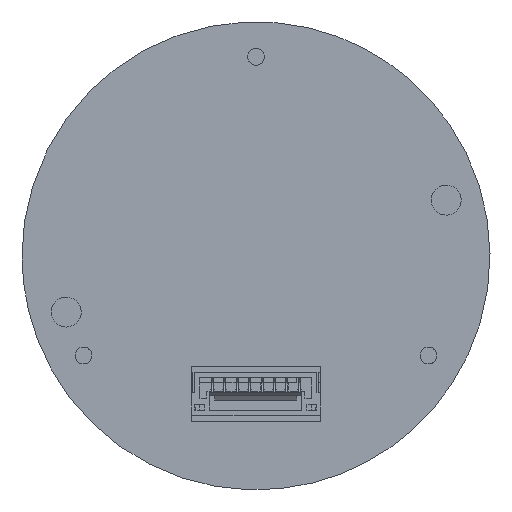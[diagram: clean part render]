
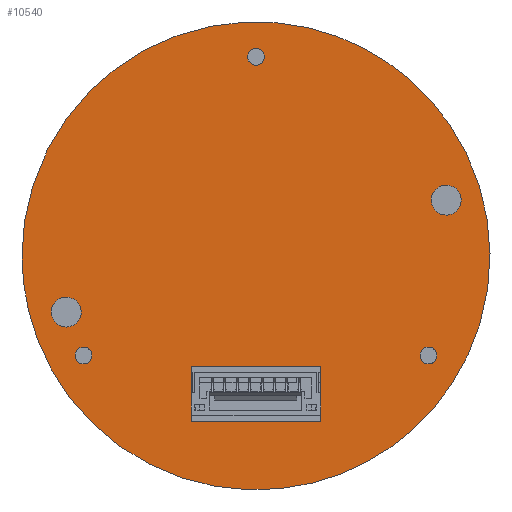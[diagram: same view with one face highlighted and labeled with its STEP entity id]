
A CAD part, front view. The second image highlights one B-rep face of the part: STEP entity #10540.
In plain terms, the highlighted free-form (B-spline) face has degree [1, 1] with [2, 2] control points.
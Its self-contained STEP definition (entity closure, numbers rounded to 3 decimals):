
#10074 = EDGE_CURVE('',#10075,#10077,#10079,.T.);
#10075 = VERTEX_POINT('',#10076);
#10076 = CARTESIAN_POINT('',(8.628,0.,-22.035));
#10077 = VERTEX_POINT('',#10078);
#10078 = CARTESIAN_POINT('',(-8.628,0.,-22.035));
#10079 = B_SPLINE_CURVE_WITH_KNOTS('',1,(#10080,#10081),.UNSPECIFIED.,
  .F.,.F.,(2,2),(-3.25,9.75),.PIECEWISE_BEZIER_KNOTS.);
#10080 = CARTESIAN_POINT('',(8.628,0.,-22.035));
#10081 = CARTESIAN_POINT('',(-8.628,0.,-22.035));
#10110 = EDGE_CURVE('',#10111,#10075,#10113,.T.);
#10111 = VERTEX_POINT('',#10112);
#10112 = CARTESIAN_POINT('',(8.628,0.,-14.734));
#10113 = B_SPLINE_CURVE_WITH_KNOTS('',1,(#10114,#10115),.UNSPECIFIED.,
  .F.,.F.,(2,2),(5.55,11.05),.PIECEWISE_BEZIER_KNOTS.);
#10114 = CARTESIAN_POINT('',(8.628,0.,-14.734));
#10115 = CARTESIAN_POINT('',(8.628,0.,-22.035));
#10138 = EDGE_CURVE('',#10139,#10111,#10141,.T.);
#10139 = VERTEX_POINT('',#10140);
#10140 = CARTESIAN_POINT('',(-8.628,0.,-14.734));
#10141 = B_SPLINE_CURVE_WITH_KNOTS('',1,(#10142,#10143),.UNSPECIFIED.,
  .F.,.F.,(2,2),(-3.25,9.75),.PIECEWISE_BEZIER_KNOTS.);
#10142 = CARTESIAN_POINT('',(-8.628,0.,-14.734));
#10143 = CARTESIAN_POINT('',(8.628,0.,-14.734));
#10166 = EDGE_CURVE('',#10077,#10139,#10167,.T.);
#10167 = B_SPLINE_CURVE_WITH_KNOTS('',1,(#10168,#10169),.UNSPECIFIED.,
  .F.,.F.,(2,2),(-8.3,-2.8),.PIECEWISE_BEZIER_KNOTS.);
#10168 = CARTESIAN_POINT('',(-8.628,0.,-22.035));
#10169 = CARTESIAN_POINT('',(-8.628,0.,-14.734));
#10199 = VERTEX_POINT('',#10200);
#10200 = CARTESIAN_POINT('',(23.362,0.,7.433));
#10218 = EDGE_CURVE('',#10199,#10199,#10219,.T.);
#10219 = ( BOUNDED_CURVE() B_SPLINE_CURVE(2,(#10220,#10221,#10222,#10223
    ,#10224,#10225,#10226),.UNSPECIFIED.,.T.,.F.) 
B_SPLINE_CURVE_WITH_KNOTS((3,2,2,3),(3.142,5.236,
7.33,9.425),.PIECEWISE_BEZIER_KNOTS.) CURVE() 
GEOMETRIC_REPRESENTATION_ITEM() RATIONAL_B_SPLINE_CURVE((1.,0.5,1.,0.5,
1.,0.5,1.)) REPRESENTATION_ITEM('') );
#10220 = CARTESIAN_POINT('',(23.362,0.,7.433));
#10221 = CARTESIAN_POINT('',(23.362,0.,10.882));
#10222 = CARTESIAN_POINT('',(26.349,0.,9.158));
#10223 = CARTESIAN_POINT('',(29.335,0.,7.433));
#10224 = CARTESIAN_POINT('',(26.349,0.,5.709));
#10225 = CARTESIAN_POINT('',(23.362,0.,3.985));
#10226 = CARTESIAN_POINT('',(23.362,0.,7.433));
#10260 = VERTEX_POINT('',#10261);
#10261 = CARTESIAN_POINT('',(-27.291,0.,-7.487));
#10279 = EDGE_CURVE('',#10260,#10260,#10280,.T.);
#10280 = ( BOUNDED_CURVE() B_SPLINE_CURVE(2,(#10281,#10282,#10283,#10284
    ,#10285,#10286,#10287),.UNSPECIFIED.,.T.,.F.) 
B_SPLINE_CURVE_WITH_KNOTS((3,2,2,3),(3.142,5.236,
7.33,9.425),.PIECEWISE_BEZIER_KNOTS.) CURVE() 
GEOMETRIC_REPRESENTATION_ITEM() RATIONAL_B_SPLINE_CURVE((1.,0.5,1.,0.5,
1.,0.5,1.)) REPRESENTATION_ITEM('') );
#10281 = CARTESIAN_POINT('',(-27.291,0.,-7.487));
#10282 = CARTESIAN_POINT('',(-27.291,0.,-4.038));
#10283 = CARTESIAN_POINT('',(-24.305,0.,-5.762));
#10284 = CARTESIAN_POINT('',(-21.318,0.,-7.487));
#10285 = CARTESIAN_POINT('',(-24.305,0.,-9.211));
#10286 = CARTESIAN_POINT('',(-27.291,0.,-10.935));
#10287 = CARTESIAN_POINT('',(-27.291,0.,-7.487));
#10321 = VERTEX_POINT('',#10322);
#10322 = CARTESIAN_POINT('',(-1.128,0.,26.548));
#10340 = EDGE_CURVE('',#10321,#10321,#10341,.T.);
#10341 = ( BOUNDED_CURVE() B_SPLINE_CURVE(2,(#10342,#10343,#10344,#10345
    ,#10346,#10347,#10348),.UNSPECIFIED.,.T.,.F.) 
B_SPLINE_CURVE_WITH_KNOTS((3,2,2,3),(3.142,5.236,
7.33,9.425),.PIECEWISE_BEZIER_KNOTS.) CURVE() 
GEOMETRIC_REPRESENTATION_ITEM() RATIONAL_B_SPLINE_CURVE((1.,0.5,1.,0.5,
1.,0.5,1.)) REPRESENTATION_ITEM('') );
#10342 = CARTESIAN_POINT('',(-1.128,0.,26.548));
#10343 = CARTESIAN_POINT('',(-1.128,0.,28.502));
#10344 = CARTESIAN_POINT('',(0.564,0.,27.525));
#10345 = CARTESIAN_POINT('',(2.257,0.,26.548));
#10346 = CARTESIAN_POINT('',(0.564,0.,25.571));
#10347 = CARTESIAN_POINT('',(-1.128,0.,24.594));
#10348 = CARTESIAN_POINT('',(-1.128,0.,26.548));
#10382 = VERTEX_POINT('',#10383);
#10383 = CARTESIAN_POINT('',(21.862,0.,-13.274));
#10401 = EDGE_CURVE('',#10382,#10382,#10402,.T.);
#10402 = ( BOUNDED_CURVE() B_SPLINE_CURVE(2,(#10403,#10404,#10405,#10406
    ,#10407,#10408,#10409),.UNSPECIFIED.,.T.,.F.) 
B_SPLINE_CURVE_WITH_KNOTS((3,2,2,3),(3.142,5.236,
7.33,9.425),.PIECEWISE_BEZIER_KNOTS.) CURVE() 
GEOMETRIC_REPRESENTATION_ITEM() RATIONAL_B_SPLINE_CURVE((1.,0.5,1.,0.5,
1.,0.5,1.)) REPRESENTATION_ITEM('') );
#10403 = CARTESIAN_POINT('',(21.862,0.,-13.274));
#10404 = CARTESIAN_POINT('',(21.862,0.,-11.32));
#10405 = CARTESIAN_POINT('',(23.555,0.,-12.297));
#10406 = CARTESIAN_POINT('',(25.247,0.,-13.274));
#10407 = CARTESIAN_POINT('',(23.555,0.,-14.251));
#10408 = CARTESIAN_POINT('',(21.862,0.,-15.228));
#10409 = CARTESIAN_POINT('',(21.862,0.,-13.274));
#10443 = VERTEX_POINT('',#10444);
#10444 = CARTESIAN_POINT('',(-24.119,0.,-13.274));
#10462 = EDGE_CURVE('',#10443,#10443,#10463,.T.);
#10463 = ( BOUNDED_CURVE() B_SPLINE_CURVE(2,(#10464,#10465,#10466,#10467
    ,#10468,#10469,#10470),.UNSPECIFIED.,.T.,.F.) 
B_SPLINE_CURVE_WITH_KNOTS((3,2,2,3),(3.142,5.236,
7.33,9.425),.PIECEWISE_BEZIER_KNOTS.) CURVE() 
GEOMETRIC_REPRESENTATION_ITEM() RATIONAL_B_SPLINE_CURVE((1.,0.5,1.,0.5,
1.,0.5,1.)) REPRESENTATION_ITEM('') );
#10464 = CARTESIAN_POINT('',(-24.119,0.,-13.274));
#10465 = CARTESIAN_POINT('',(-24.119,0.,-11.32));
#10466 = CARTESIAN_POINT('',(-22.426,0.,-12.297));
#10467 = CARTESIAN_POINT('',(-20.734,0.,-13.274));
#10468 = CARTESIAN_POINT('',(-22.426,0.,-14.251));
#10469 = CARTESIAN_POINT('',(-24.119,0.,-15.228));
#10470 = CARTESIAN_POINT('',(-24.119,0.,-13.274));
#10540 = ADVANCED_FACE('',(#10541,#10555,#10561,#10564,#10567,#10570,
    #10573),#10576,.F.);
#10541 = FACE_BOUND('',#10542,.T.);
#10542 = EDGE_LOOP('',(#10543));
#10543 = ORIENTED_EDGE('',*,*,#10544,.F.);
#10544 = EDGE_CURVE('',#10545,#10545,#10547,.T.);
#10545 = VERTEX_POINT('',#10546);
#10546 = CARTESIAN_POINT('',(-31.194,0.,
    0.));
#10547 = ( BOUNDED_CURVE() B_SPLINE_CURVE(2,(#10548,#10549,#10550,#10551
    ,#10552,#10553,#10554),.UNSPECIFIED.,.T.,.F.) 
B_SPLINE_CURVE_WITH_KNOTS((3,2,2,3),(3.142,5.236,
7.33,9.425),.PIECEWISE_BEZIER_KNOTS.) CURVE() 
GEOMETRIC_REPRESENTATION_ITEM() RATIONAL_B_SPLINE_CURVE((1.,0.5,1.,0.5,
1.,0.5,1.)) REPRESENTATION_ITEM('') );
#10548 = CARTESIAN_POINT('',(-31.194,0.,0.));
#10549 = CARTESIAN_POINT('',(-31.194,0.,54.029));
#10550 = CARTESIAN_POINT('',(15.597,0.,27.015));
#10551 = CARTESIAN_POINT('',(62.388,0.,0.));
#10552 = CARTESIAN_POINT('',(15.597,0.,-27.015));
#10553 = CARTESIAN_POINT('',(-31.194,0.,-54.029));
#10554 = CARTESIAN_POINT('',(-31.194,0.,0.));
#10555 = FACE_BOUND('',#10556,.T.);
#10556 = EDGE_LOOP('',(#10557,#10558,#10559,#10560));
#10557 = ORIENTED_EDGE('',*,*,#10074,.T.);
#10558 = ORIENTED_EDGE('',*,*,#10166,.T.);
#10559 = ORIENTED_EDGE('',*,*,#10138,.T.);
#10560 = ORIENTED_EDGE('',*,*,#10110,.T.);
#10561 = FACE_BOUND('',#10562,.T.);
#10562 = EDGE_LOOP('',(#10563));
#10563 = ORIENTED_EDGE('',*,*,#10218,.T.);
#10564 = FACE_BOUND('',#10565,.T.);
#10565 = EDGE_LOOP('',(#10566));
#10566 = ORIENTED_EDGE('',*,*,#10279,.T.);
#10567 = FACE_BOUND('',#10568,.T.);
#10568 = EDGE_LOOP('',(#10569));
#10569 = ORIENTED_EDGE('',*,*,#10340,.T.);
#10570 = FACE_BOUND('',#10571,.T.);
#10571 = EDGE_LOOP('',(#10572));
#10572 = ORIENTED_EDGE('',*,*,#10401,.T.);
#10573 = FACE_BOUND('',#10574,.T.);
#10574 = EDGE_LOOP('',(#10575));
#10575 = ORIENTED_EDGE('',*,*,#10462,.T.);
#10576 = B_SPLINE_SURFACE_WITH_KNOTS('',1,1,(
    (#10577,#10578)
    ,(#10579,#10580
  )),.UNSPECIFIED.,.F.,.F.,.F.,(2,2),(2,2),(-23.5,23.5),(-23.5,23.5),
  .PIECEWISE_BEZIER_KNOTS.);
#10577 = CARTESIAN_POINT('',(-31.194,0.,-31.194));
#10578 = CARTESIAN_POINT('',(31.194,0.,-31.194));
#10579 = CARTESIAN_POINT('',(-31.194,0.,31.194));
#10580 = CARTESIAN_POINT('',(31.194,0.,31.194));
